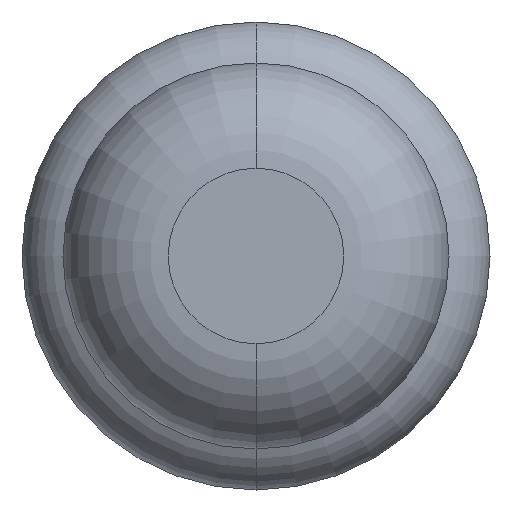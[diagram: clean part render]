
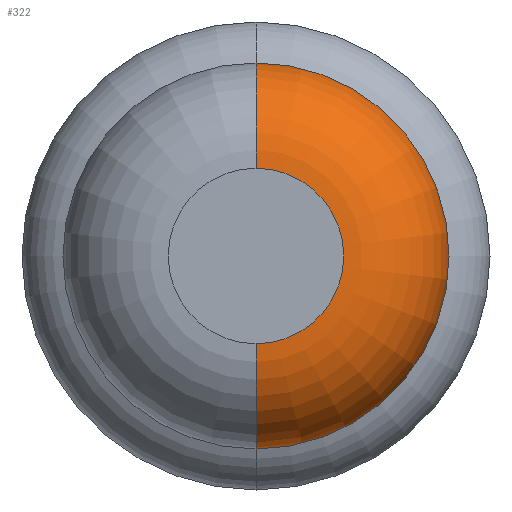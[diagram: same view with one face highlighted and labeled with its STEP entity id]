
A CAD part, front view. The second image highlights one B-rep face of the part: STEP entity #322.
In plain terms, the highlighted toroidal (fillet/blend) face has major radius 0.375 mm and minor radius 0.45 mm.
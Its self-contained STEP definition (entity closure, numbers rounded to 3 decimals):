
#1 = DIRECTION ( 'NONE',  ( 0., 0., 1. ) ) ;
#61 = AXIS2_PLACEMENT_3D ( 'NONE', #2820, #559, #3207 ) ;
#174 = ORIENTED_EDGE ( 'NONE', *, *, #3286, .F. ) ;
#245 = EDGE_LOOP ( 'NONE', ( #953, #316, #3775, #174 ) ) ;
#316 = ORIENTED_EDGE ( 'NONE', *, *, #2413, .T. ) ;
#322 = ADVANCED_FACE ( 'Defeature ausgef�hrt1_2', ( #2104 ), #2363, .T. ) ;
#454 = EDGE_CURVE ( 'Defeature ausgef�hrt1_3+Defeature ausgef�hrt1_2+Defeature ausgef�hrt1_2+Defeature ausgef�hrt1_2', #3448, #2057, #3855, .T. ) ;
#477 = DIRECTION ( 'NONE',  ( 0., 1., 0. ) ) ;
#559 = DIRECTION ( 'NONE',  ( 1., 0., 0. ) ) ;
#566 = DIRECTION ( 'NONE',  ( 0., 1., 0. ) ) ;
#706 = CARTESIAN_POINT ( 'NONE',  ( 0., -23.55, 0. ) ) ;
#808 = EDGE_CURVE ( 'Defeature ausgef�hrt1_2+Defeature ausgef�hrt1_1+Defeature ausgef�hrt1_1+Defeature ausgef�hrt1_1', #968, #3418, #2064, .T. ) ;
#861 = CARTESIAN_POINT ( 'NONE',  ( 0., -24., 0. ) ) ;
#949 = AXIS2_PLACEMENT_3D ( 'NONE', #706, #3733, #1 ) ;
#953 = ORIENTED_EDGE ( 'NONE', *, *, #808, .T. ) ;
#968 = VERTEX_POINT ( 'NONE', #4685 ) ;
#1076 = CARTESIAN_POINT ( 'NONE',  ( 0., -23.55, -0.825 ) ) ;
#1473 = CARTESIAN_POINT ( 'NONE',  ( 0., -24., -0.375 ) ) ;
#1907 = DIRECTION ( 'NONE',  ( -1., 0., 0. ) ) ;
#2057 = VERTEX_POINT ( 'NONE', #1076 ) ;
#2064 = CIRCLE ( 'NONE', #2995, 0.375 ) ;
#2104 = FACE_OUTER_BOUND ( 'NONE', #245, .T. ) ;
#2363 = TOROIDAL_SURFACE ( 'NONE', #949, 0.375, 0.45 ) ;
#2413 = EDGE_CURVE ( 'NONE', #3418, #2057, #4146, .T. ) ;
#2766 = DIRECTION ( 'NONE',  ( 0., 0., 1. ) ) ;
#2820 = CARTESIAN_POINT ( 'NONE',  ( 0., -23.55, -0.375 ) ) ;
#2966 = CARTESIAN_POINT ( 'NONE',  ( 0., -23.55, 0.825 ) ) ;
#2995 = AXIS2_PLACEMENT_3D ( 'NONE', #861, #477, #2766 ) ;
#3001 = DIRECTION ( 'NONE',  ( 0., 0., 1. ) ) ;
#3207 = DIRECTION ( 'NONE',  ( 0., 0., -1. ) ) ;
#3217 = DIRECTION ( 'NONE',  ( 0., 0., 1. ) ) ;
#3286 = EDGE_CURVE ( 'NONE', #968, #3448, #4799, .T. ) ;
#3380 = CARTESIAN_POINT ( 'NONE',  ( 0., -23.55, 0.375 ) ) ;
#3418 = VERTEX_POINT ( 'NONE', #1473 ) ;
#3448 = VERTEX_POINT ( 'NONE', #2966 ) ;
#3733 = DIRECTION ( 'NONE',  ( 0., 1., 0. ) ) ;
#3775 = ORIENTED_EDGE ( 'NONE', *, *, #454, .F. ) ;
#3855 = CIRCLE ( 'NONE', #4826, 0.825 ) ;
#4146 = CIRCLE ( 'NONE', #61, 0.45 ) ;
#4663 = AXIS2_PLACEMENT_3D ( 'NONE', #3380, #1907, #3001 ) ;
#4674 = CARTESIAN_POINT ( 'NONE',  ( 0., -23.55, 0. ) ) ;
#4685 = CARTESIAN_POINT ( 'NONE',  ( 0., -24., 0.375 ) ) ;
#4799 = CIRCLE ( 'NONE', #4663, 0.45 ) ;
#4826 = AXIS2_PLACEMENT_3D ( 'NONE', #4674, #566, #3217 ) ;
